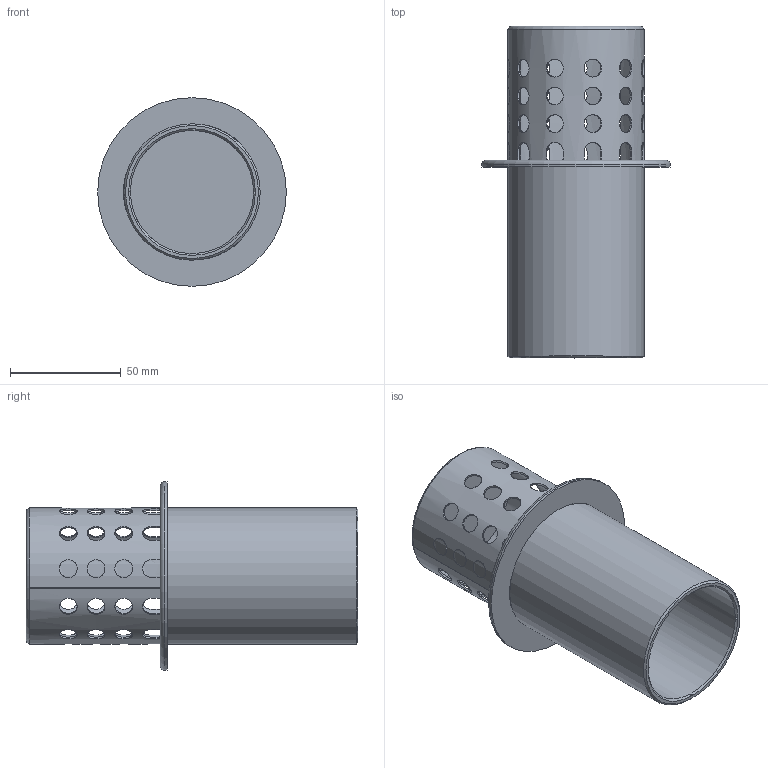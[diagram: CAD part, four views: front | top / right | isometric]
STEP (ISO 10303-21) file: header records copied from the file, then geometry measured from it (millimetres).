
FILE_DESCRIPTION (( 'STEP AP214' ), '1' );
FILE_NAME ('ØÃ.00.1.000.00.000ÑÁ - Øóìîãëóøèòåëü êàíàëîâ ïåðåëèâà .STEP', '2025-01-10T13:23:21', ( '' ), ( '' ), 'SwSTEP 2.0', 'SolidWorks 2022', '' );
FILE_SCHEMA (( 'AUTOMOTIVE_DESIGN' ));
Length unit declared in the file: millimetre
Products named in the file (1): ШГ.00.1.000.00.000СБ - Шумоглушитель каналов перелива 
Bounding box: 85 x 149.5 x 85 mm (x, y, z)
Volume: 72654.2 mm3; surface area: 67124.2 mm2
Topology: 5 solids, 8 shells, 215 faces, 591 edges, 393 vertices
Faces by surface type: plane 94, bspline 72, cylinder 33, cone 14, torus 2
Full cylindrical faces by diameter (mm): 55.5 x1, 59.6 x1, 61.5 x1, 61.8 x1, 85 x1
Entity records: 18991 total; most frequent: CARTESIAN_POINT 11877, ORIENTED_EDGE 1096, DIRECTION 664, EDGE_CURVE 548, VERTEX_POINT 391, EDGE_LOOP 341, B_SPLINE_CURVE_WITH_KNOTS 251, FACE_OUTER_BOUND 247
